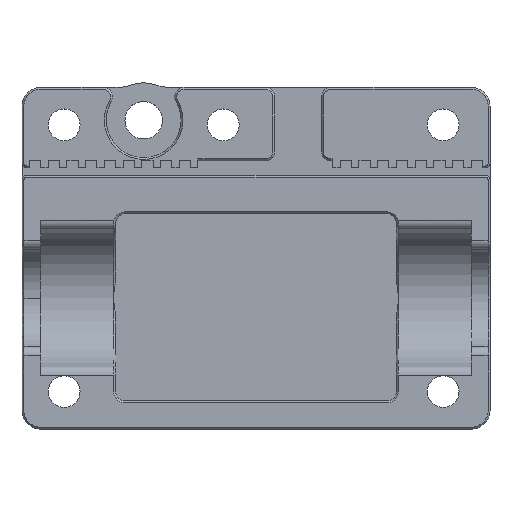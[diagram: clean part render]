
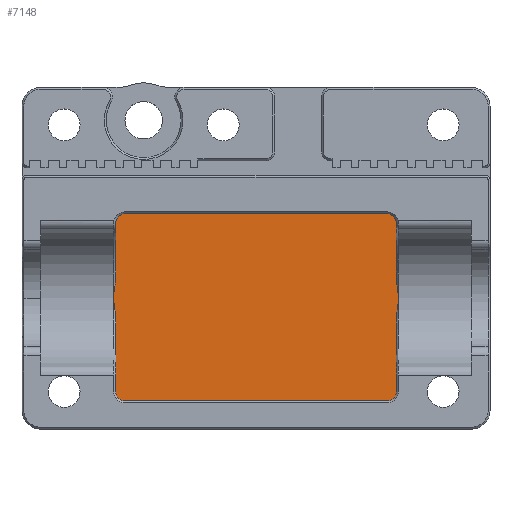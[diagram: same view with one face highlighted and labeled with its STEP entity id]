
A CAD part, top view. The second image highlights one B-rep face of the part: STEP entity #7148.
In plain terms, the highlighted planar face has unit normal (0, 0, 1).
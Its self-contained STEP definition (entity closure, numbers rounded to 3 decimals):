
#14 = ORIENTED_EDGE ( 'NONE', *, *, #1609, .F. ) ;
#38 = ORIENTED_EDGE ( 'NONE', *, *, #4020, .F. ) ;
#247 = ORIENTED_EDGE ( 'NONE', *, *, #6526, .F. ) ;
#304 = AXIS2_PLACEMENT_3D ( 'NONE', #2630, #2757, #3406 ) ;
#309 = B_SPLINE_CURVE_WITH_KNOTS ( 'NONE', 3,
 ( #413, #3798, #4312, #4875 ),
 .UNSPECIFIED., .F., .F.,
 ( 4, 4 ),
 ( 0., 0.002 ),
 .UNSPECIFIED. ) ;
#413 = CARTESIAN_POINT ( 'NONE',  ( -15.2, 0., -7.5 ) ) ;
#504 = EDGE_CURVE ( 'NONE', #4786, #2488, #6615, .T. ) ;
#505 = ORIENTED_EDGE ( 'NONE', *, *, #3155, .F. ) ;
#601 = LINE ( 'NONE', #834, #3228 ) ;
#668 = VERTEX_POINT ( 'NONE', #6282 ) ;
#728 = CARTESIAN_POINT ( 'NONE',  ( 14., -10., -7.5 ) ) ;
#754 = DIRECTION ( 'NONE',  ( -1., 0., 0. ) ) ;
#757 = CARTESIAN_POINT ( 'NONE',  ( -14., -11., -7.5 ) ) ;
#783 = VERTEX_POINT ( 'NONE', #1392 ) ;
#834 = CARTESIAN_POINT ( 'NONE',  ( 15., -11., -7.5 ) ) ;
#857 = ORIENTED_EDGE ( 'NONE', *, *, #2604, .F. ) ;
#888 = DIRECTION ( 'NONE',  ( 0., 1., 0. ) ) ;
#924 = DIRECTION ( 'NONE',  ( 0., 1., 0. ) ) ;
#1024 = CARTESIAN_POINT ( 'NONE',  ( -15., 1.744, -7.5 ) ) ;
#1162 = DIRECTION ( 'NONE',  ( 0., 0., -1. ) ) ;
#1212 = CIRCLE ( 'NONE', #3113, 1. ) ;
#1249 = VERTEX_POINT ( 'NONE', #2000 ) ;
#1289 = CIRCLE ( 'NONE', #2131, 1. ) ;
#1327 = EDGE_CURVE ( 'NONE', #1249, #4501, #309, .T. ) ;
#1358 = CARTESIAN_POINT ( 'NONE',  ( 15.2, -0.589, -7.5 ) ) ;
#1361 = DIRECTION ( 'NONE',  ( 1., 0., 0. ) ) ;
#1392 = CARTESIAN_POINT ( 'NONE',  ( 15., 1.744, -7.5 ) ) ;
#1395 = ORIENTED_EDGE ( 'NONE', *, *, #1327, .F. ) ;
#1466 = EDGE_CURVE ( 'NONE', #783, #1646, #1839, .T. ) ;
#1512 = CARTESIAN_POINT ( 'NONE',  ( 15., -11., -7.5 ) ) ;
#1586 = VERTEX_POINT ( 'NONE', #4223 ) ;
#1609 = EDGE_CURVE ( 'NONE', #3072, #668, #4967, .T. ) ;
#1646 = VERTEX_POINT ( 'NONE', #5887 ) ;
#1690 = CARTESIAN_POINT ( 'NONE',  ( 15.13, 1.17, -7.5 ) ) ;
#1747 = CARTESIAN_POINT ( 'NONE',  ( 15., 1.744, -7.5 ) ) ;
#1839 = LINE ( 'NONE', #1512, #6059 ) ;
#1877 = ORIENTED_EDGE ( 'NONE', *, *, #3747, .F. ) ;
#1958 = CARTESIAN_POINT ( 'NONE',  ( 15.2, 0., -7.5 ) ) ;
#1978 = CARTESIAN_POINT ( 'NONE',  ( -15., -11., -7.5 ) ) ;
#1991 = CIRCLE ( 'NONE', #3018, 1. ) ;
#2000 = CARTESIAN_POINT ( 'NONE',  ( -15.2, 0., -7.5 ) ) ;
#2041 = PLANE ( 'NONE',  #304 ) ;
#2115 = DIRECTION ( 'NONE',  ( 0., 0., -1. ) ) ;
#2131 = AXIS2_PLACEMENT_3D ( 'NONE', #5754, #3578, #2445 ) ;
#2196 = CARTESIAN_POINT ( 'NONE',  ( -15., -11., -7.5 ) ) ;
#2258 = CARTESIAN_POINT ( 'NONE',  ( 15.2, 0.589, -7.5 ) ) ;
#2284 = DIRECTION ( 'NONE',  ( 0., 1., 0. ) ) ;
#2445 = DIRECTION ( 'NONE',  ( 1., 0., 0. ) ) ;
#2488 = VERTEX_POINT ( 'NONE', #5526 ) ;
#2529 = CARTESIAN_POINT ( 'NONE',  ( 15.13, -1.17, -7.5 ) ) ;
#2604 = EDGE_CURVE ( 'NONE', #2786, #3469, #6504, .T. ) ;
#2630 = CARTESIAN_POINT ( 'NONE',  ( 15., -11., -7.5 ) ) ;
#2661 = CARTESIAN_POINT ( 'NONE',  ( 14., 8., -7.5 ) ) ;
#2757 = DIRECTION ( 'NONE',  ( 0., 0., -1. ) ) ;
#2786 = VERTEX_POINT ( 'NONE', #6555 ) ;
#2826 = DIRECTION ( 'NONE',  ( -1., 0., 0. ) ) ;
#2925 = CARTESIAN_POINT ( 'NONE',  ( -15.13, -1.17, -7.5 ) ) ;
#2958 = ORIENTED_EDGE ( 'NONE', *, *, #5531, .F. ) ;
#3018 = AXIS2_PLACEMENT_3D ( 'NONE', #6089, #1162, #5603 ) ;
#3072 = VERTEX_POINT ( 'NONE', #5584 ) ;
#3113 = AXIS2_PLACEMENT_3D ( 'NONE', #728, #6300, #1361 ) ;
#3155 = EDGE_CURVE ( 'NONE', #4748, #2488, #1289, .T. ) ;
#3181 = VECTOR ( 'NONE', #2284, 1000. ) ;
#3228 = VECTOR ( 'NONE', #754, 1000. ) ;
#3236 = EDGE_CURVE ( 'NONE', #5924, #6167, #601, .T. ) ;
#3406 = DIRECTION ( 'NONE',  ( 1., 0., 0. ) ) ;
#3469 = VERTEX_POINT ( 'NONE', #4741 ) ;
#3470 = ORIENTED_EDGE ( 'NONE', *, *, #5465, .F. ) ;
#3510 = CARTESIAN_POINT ( 'NONE',  ( -15.2, 0., -7.5 ) ) ;
#3548 = ORIENTED_EDGE ( 'NONE', *, *, #5961, .F. ) ;
#3578 = DIRECTION ( 'NONE',  ( 0., 0., -1. ) ) ;
#3587 = CARTESIAN_POINT ( 'NONE',  ( -15.2, -0.589, -7.5 ) ) ;
#3625 = VECTOR ( 'NONE', #4508, 1000. ) ;
#3747 = EDGE_CURVE ( 'NONE', #783, #2786, #5397, .T. ) ;
#3798 = CARTESIAN_POINT ( 'NONE',  ( -15.2, 0.589, -7.5 ) ) ;
#3920 = CARTESIAN_POINT ( 'NONE',  ( 15.2, 0., -7.5 ) ) ;
#4020 = EDGE_CURVE ( 'NONE', #668, #1249, #5884, .T. ) ;
#4106 = CIRCLE ( 'NONE', #6602, 1. ) ;
#4142 = ORIENTED_EDGE ( 'NONE', *, *, #1466, .T. ) ;
#4223 = CARTESIAN_POINT ( 'NONE',  ( 15., -10., -7.5 ) ) ;
#4312 = CARTESIAN_POINT ( 'NONE',  ( -15.13, 1.17, -7.5 ) ) ;
#4356 = VECTOR ( 'NONE', #888, 1000. ) ;
#4501 = VERTEX_POINT ( 'NONE', #1024 ) ;
#4508 = DIRECTION ( 'NONE',  ( 0., 1., 0. ) ) ;
#4557 = LINE ( 'NONE', #5042, #3181 ) ;
#4627 = CARTESIAN_POINT ( 'NONE',  ( -15., -1.744, -7.5 ) ) ;
#4741 = CARTESIAN_POINT ( 'NONE',  ( 15., -1.744, -7.5 ) ) ;
#4748 = VERTEX_POINT ( 'NONE', #6275 ) ;
#4786 = VERTEX_POINT ( 'NONE', #4814 ) ;
#4814 = CARTESIAN_POINT ( 'NONE',  ( 14., 9., -7.5 ) ) ;
#4875 = CARTESIAN_POINT ( 'NONE',  ( -15., 1.744, -7.5 ) ) ;
#4916 = VECTOR ( 'NONE', #2826, 1000. ) ;
#4967 = LINE ( 'NONE', #1978, #4356 ) ;
#5042 = CARTESIAN_POINT ( 'NONE',  ( 15., -11., -7.5 ) ) ;
#5044 = ORIENTED_EDGE ( 'NONE', *, *, #3236, .F. ) ;
#5397 = B_SPLINE_CURVE_WITH_KNOTS ( 'NONE', 3,
 ( #1747, #1690, #2258, #3920 ),
 .UNSPECIFIED., .F., .F.,
 ( 4, 4 ),
 ( 0., 0.002 ),
 .UNSPECIFIED. ) ;
#5425 = CARTESIAN_POINT ( 'NONE',  ( 15., 9., -7.5 ) ) ;
#5445 = ORIENTED_EDGE ( 'NONE', *, *, #504, .T. ) ;
#5465 = EDGE_CURVE ( 'NONE', #6167, #3072, #1991, .T. ) ;
#5526 = CARTESIAN_POINT ( 'NONE',  ( -14., 9., -7.5 ) ) ;
#5531 = EDGE_CURVE ( 'NONE', #1586, #5924, #1212, .T. ) ;
#5584 = CARTESIAN_POINT ( 'NONE',  ( -15., -10., -7.5 ) ) ;
#5603 = DIRECTION ( 'NONE',  ( 1., 0., 0. ) ) ;
#5754 = CARTESIAN_POINT ( 'NONE',  ( -14., 8., -7.5 ) ) ;
#5884 = B_SPLINE_CURVE_WITH_KNOTS ( 'NONE', 3,
 ( #4627, #2925, #3587, #3510 ),
 .UNSPECIFIED., .F., .F.,
 ( 4, 4 ),
 ( 0., 0.002 ),
 .UNSPECIFIED. ) ;
#5887 = CARTESIAN_POINT ( 'NONE',  ( 15., 8., -7.5 ) ) ;
#5924 = VERTEX_POINT ( 'NONE', #6610 ) ;
#5961 = EDGE_CURVE ( 'NONE', #4501, #4748, #6086, .T. ) ;
#6059 = VECTOR ( 'NONE', #924, 1000. ) ;
#6086 = LINE ( 'NONE', #2196, #3625 ) ;
#6089 = CARTESIAN_POINT ( 'NONE',  ( -14., -10., -7.5 ) ) ;
#6167 = VERTEX_POINT ( 'NONE', #757 ) ;
#6201 = EDGE_CURVE ( 'NONE', #1586, #3469, #4557, .T. ) ;
#6275 = CARTESIAN_POINT ( 'NONE',  ( -15., 8., -7.5 ) ) ;
#6282 = CARTESIAN_POINT ( 'NONE',  ( -15., -1.744, -7.5 ) ) ;
#6300 = DIRECTION ( 'NONE',  ( 0., 0., -1. ) ) ;
#6386 = CARTESIAN_POINT ( 'NONE',  ( 15., -1.744, -7.5 ) ) ;
#6423 = ORIENTED_EDGE ( 'NONE', *, *, #6201, .T. ) ;
#6504 = B_SPLINE_CURVE_WITH_KNOTS ( 'NONE', 3,
 ( #1958, #1358, #2529, #6386 ),
 .UNSPECIFIED., .F., .F.,
 ( 4, 4 ),
 ( 0., 0.002 ),
 .UNSPECIFIED. ) ;
#6526 = EDGE_CURVE ( 'NONE', #4786, #1646, #4106, .T. ) ;
#6555 = CARTESIAN_POINT ( 'NONE',  ( 15.2, 0., -7.5 ) ) ;
#6602 = AXIS2_PLACEMENT_3D ( 'NONE', #2661, #2115, #7051 ) ;
#6610 = CARTESIAN_POINT ( 'NONE',  ( 14., -11., -7.5 ) ) ;
#6615 = LINE ( 'NONE', #5425, #4916 ) ;
#6800 = EDGE_LOOP ( 'NONE', ( #6423, #857, #1877, #4142, #247, #5445, #505, #3548, #1395, #38, #14, #3470, #5044, #2958 ) ) ;
#7005 = FACE_OUTER_BOUND ( 'NONE', #6800, .T. ) ;
#7051 = DIRECTION ( 'NONE',  ( 1., 0., 0. ) ) ;
#7148 = ADVANCED_FACE ( 'NONE', ( #7005 ), #2041, .F. ) ;
